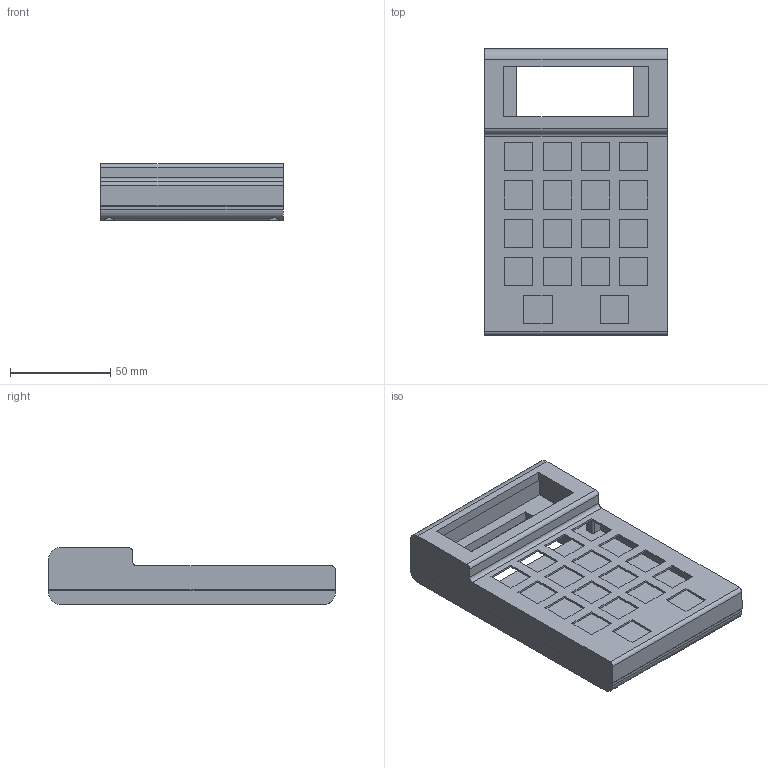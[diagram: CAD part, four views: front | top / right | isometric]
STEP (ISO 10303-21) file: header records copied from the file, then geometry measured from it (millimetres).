
FILE_DESCRIPTION(/* description */ (''),/* implementation_level */ '2;1');
FILE_NAME(/* name */ 'calculator rev1 v1.step',/* time_stamp */ '2023-12-16T17:30:09+01:00',/* author */ (''),/* organization */ (''),/* preprocessor_version */ 'ST-DEVELOPER v20',/* originating_system */ 'Autodesk Translation Framework v12.14.0.127',/* authorisation */ '');
FILE_SCHEMA (('AUTOMOTIVE_DESIGN { 1 0 10303 214 3 1 1 }'));
Length unit declared in the file: millimetre
Products named in the file (3): calculator rev1; main_body; back
Assembly tree (2 placements, depth 2):
  calculator rev1
    main_body
    back
Bounding box: 91.1 x 143 x 28.14 mm (x, y, z)
Volume: 104780.2 mm3; surface area: 58131.5 mm2
Topology: 2 solids, 2 shells, 145 faces, 403 edges, 268 vertices
Faces by surface type: plane 119, cylinder 26
Full cylindrical faces by diameter (mm): 2 x4, 3 x4, 5 x4
Entity records: 4849 total; most frequent: CARTESIAN_POINT 874, ORIENTED_EDGE 806, DIRECTION 753, EDGE_CURVE 403, LINE 347, VECTOR 347, VERTEX_POINT 268, AXIS2_PLACEMENT_3D 203
